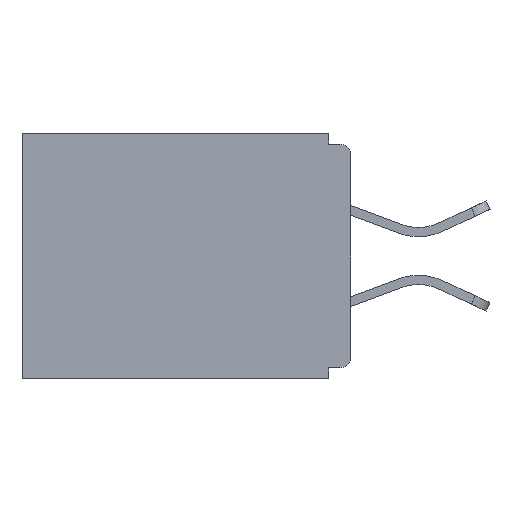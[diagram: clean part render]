
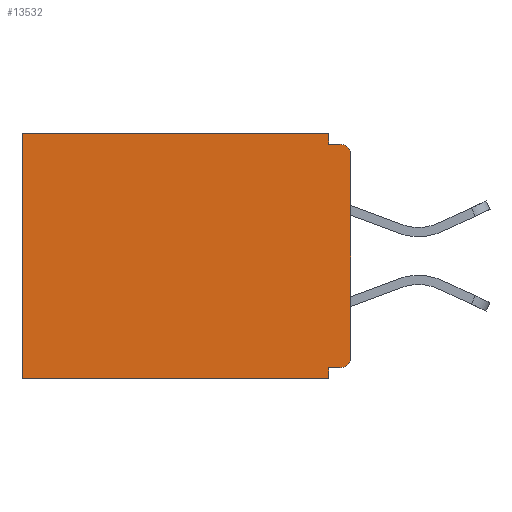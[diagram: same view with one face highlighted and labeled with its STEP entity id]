
A CAD part, left-side view. The second image highlights one B-rep face of the part: STEP entity #13532.
In plain terms, the highlighted planar face has unit normal (-1, 0, 0).
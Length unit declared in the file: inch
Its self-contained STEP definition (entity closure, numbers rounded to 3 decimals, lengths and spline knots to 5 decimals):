
#149 = FACE_OUTER_BOUND ( 'NONE', #18489, .T. ) ;
#472 = ORIENTED_EDGE ( 'NONE', *, *, #2508, .T. ) ;
#667 = EDGE_CURVE ( 'NONE', #9884, #8477, #2563, .T. ) ;
#977 = CARTESIAN_POINT ( 'NONE',  ( 0.298, 0.46, -0.343 ) ) ;
#1586 = VECTOR ( 'NONE', #14407, 39.37008 ) ;
#1653 = CARTESIAN_POINT ( 'NONE',  ( 0.298, 0., -0.313 ) ) ;
#1734 = EDGE_CURVE ( 'NONE', #9884, #6977, #13026, .T. ) ;
#1771 = ORIENTED_EDGE ( 'NONE', *, *, #8410, .F. ) ;
#1959 = CARTESIAN_POINT ( 'NONE',  ( 0.298, 0., 0. ) ) ;
#1987 = VECTOR ( 'NONE', #9727, 39.37008 ) ;
#2072 = LINE ( 'NONE', #7670, #3081 ) ;
#2252 = DIRECTION ( 'NONE',  ( 0., 0., -1. ) ) ;
#2312 = CARTESIAN_POINT ( 'NONE',  ( 0.298, 0.015, -0.03 ) ) ;
#2383 = CARTESIAN_POINT ( 'NONE',  ( 0.298, 0.015, -0.313 ) ) ;
#2508 = EDGE_CURVE ( 'NONE', #5702, #17067, #12427, .T. ) ;
#2563 = CIRCLE ( 'NONE', #15350, 0.015 ) ;
#3035 = VECTOR ( 'NONE', #7916, 39.37008 ) ;
#3081 = VECTOR ( 'NONE', #9464, 39.37008 ) ;
#3152 = CARTESIAN_POINT ( 'NONE',  ( 0.298, 0.015, -0.328 ) ) ;
#4246 = AXIS2_PLACEMENT_3D ( 'NONE', #2383, #12028, #2252 ) ;
#4478 = DIRECTION ( 'NONE',  ( 0., 0., -1. ) ) ;
#4661 = EDGE_CURVE ( 'NONE', #16307, #18776, #2072, .T. ) ;
#5011 = CARTESIAN_POINT ( 'NONE',  ( 0.298, 0.031, -0.343 ) ) ;
#5620 = EDGE_CURVE ( 'NONE', #15816, #8477, #21115, .T. ) ;
#5702 = VERTEX_POINT ( 'NONE', #16403 ) ;
#6028 = ORIENTED_EDGE ( 'NONE', *, *, #19477, .T. ) ;
#6228 = EDGE_CURVE ( 'NONE', #16307, #6977, #15620, .T. ) ;
#6576 = VECTOR ( 'NONE', #19908, 39.37008 ) ;
#6977 = VERTEX_POINT ( 'NONE', #1653 ) ;
#7012 = DIRECTION ( 'NONE',  ( 0., 0., -1. ) ) ;
#7082 = LINE ( 'NONE', #1959, #6576 ) ;
#7482 = ORIENTED_EDGE ( 'NONE', *, *, #11379, .F. ) ;
#7670 = CARTESIAN_POINT ( 'NONE',  ( 0.298, 0., -0.328 ) ) ;
#7916 = DIRECTION ( 'NONE',  ( 0., -1., 0. ) ) ;
#7986 = ORIENTED_EDGE ( 'NONE', *, *, #9609, .F. ) ;
#8203 = CARTESIAN_POINT ( 'NONE',  ( 0.298, 0.031, 0. ) ) ;
#8410 = EDGE_CURVE ( 'NONE', #18776, #14058, #12359, .T. ) ;
#8477 = VERTEX_POINT ( 'NONE', #19097 ) ;
#8612 = CARTESIAN_POINT ( 'NONE',  ( 0.298, 0.031, -0.343 ) ) ;
#9464 = DIRECTION ( 'NONE',  ( 0., 1., 0. ) ) ;
#9609 = EDGE_CURVE ( 'NONE', #14058, #17067, #19905, .T. ) ;
#9727 = DIRECTION ( 'NONE',  ( 0., 0., -1. ) ) ;
#9860 = CARTESIAN_POINT ( 'NONE',  ( 0.298, 0.46, 0. ) ) ;
#9884 = VERTEX_POINT ( 'NONE', #20847 ) ;
#10394 = ORIENTED_EDGE ( 'NONE', *, *, #5620, .F. ) ;
#10839 = CARTESIAN_POINT ( 'NONE',  ( 0.298, 0., -0.343 ) ) ;
#11379 = EDGE_CURVE ( 'NONE', #17447, #15816, #19047, .T. ) ;
#11967 = ORIENTED_EDGE ( 'NONE', *, *, #6228, .T. ) ;
#12028 = DIRECTION ( 'NONE',  ( -1., 0., 0. ) ) ;
#12359 = LINE ( 'NONE', #16471, #15773 ) ;
#12427 = LINE ( 'NONE', #9860, #1987 ) ;
#12559 = CARTESIAN_POINT ( 'NONE',  ( 0.298, 0., 0. ) ) ;
#12781 = DIRECTION ( 'NONE',  ( 0., 0., -1. ) ) ;
#13026 = LINE ( 'NONE', #17884, #16952 ) ;
#13532 = ADVANCED_FACE ( 'NONE', ( #149 ), #14404, .F. ) ;
#13771 = ORIENTED_EDGE ( 'NONE', *, *, #1734, .F. ) ;
#13949 = AXIS2_PLACEMENT_3D ( 'NONE', #12559, #16093, #4478 ) ;
#14058 = VERTEX_POINT ( 'NONE', #5011 ) ;
#14404 = PLANE ( 'NONE',  #13949 ) ;
#14407 = DIRECTION ( 'NONE',  ( 0., 1., 0. ) ) ;
#15259 = ORIENTED_EDGE ( 'NONE', *, *, #4661, .F. ) ;
#15284 = DIRECTION ( 'NONE',  ( 0., 0., -1. ) ) ;
#15350 = AXIS2_PLACEMENT_3D ( 'NONE', #2312, #15459, #7012 ) ;
#15459 = DIRECTION ( 'NONE',  ( -1., 0., 0. ) ) ;
#15620 = CIRCLE ( 'NONE', #4246, 0.015 ) ;
#15773 = VECTOR ( 'NONE', #18050, 39.37008 ) ;
#15816 = VERTEX_POINT ( 'NONE', #17987 ) ;
#16093 = DIRECTION ( 'NONE',  ( 1., 0., 0. ) ) ;
#16307 = VERTEX_POINT ( 'NONE', #3152 ) ;
#16403 = CARTESIAN_POINT ( 'NONE',  ( 0.298, 0.46, 0. ) ) ;
#16471 = CARTESIAN_POINT ( 'NONE',  ( 0.298, 0.031, -0.343 ) ) ;
#16952 = VECTOR ( 'NONE', #12781, 39.37008 ) ;
#17067 = VERTEX_POINT ( 'NONE', #977 ) ;
#17421 = CARTESIAN_POINT ( 'NONE',  ( 0.298, 0.031, -0.328 ) ) ;
#17447 = VERTEX_POINT ( 'NONE', #8203 ) ;
#17563 = CARTESIAN_POINT ( 'NONE',  ( 0.298, 0., -0.015 ) ) ;
#17884 = CARTESIAN_POINT ( 'NONE',  ( 0.298, 0., 0. ) ) ;
#17987 = CARTESIAN_POINT ( 'NONE',  ( 0.298, 0.031, -0.015 ) ) ;
#18050 = DIRECTION ( 'NONE',  ( 0., 0., -1. ) ) ;
#18489 = EDGE_LOOP ( 'NONE', ( #20191, #10394, #7482, #6028, #472, #7986, #1771, #15259, #11967, #13771 ) ) ;
#18535 = VECTOR ( 'NONE', #15284, 39.37008 ) ;
#18776 = VERTEX_POINT ( 'NONE', #17421 ) ;
#19047 = LINE ( 'NONE', #8612, #18535 ) ;
#19097 = CARTESIAN_POINT ( 'NONE',  ( 0.298, 0.015, -0.015 ) ) ;
#19477 = EDGE_CURVE ( 'NONE', #17447, #5702, #7082, .T. ) ;
#19905 = LINE ( 'NONE', #10839, #1586 ) ;
#19908 = DIRECTION ( 'NONE',  ( 0., 1., 0. ) ) ;
#20191 = ORIENTED_EDGE ( 'NONE', *, *, #667, .T. ) ;
#20847 = CARTESIAN_POINT ( 'NONE',  ( 0.298, 0., -0.03 ) ) ;
#21115 = LINE ( 'NONE', #17563, #3035 ) ;
